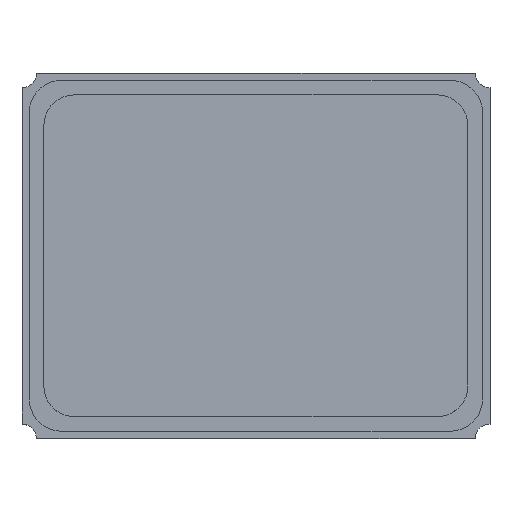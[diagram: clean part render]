
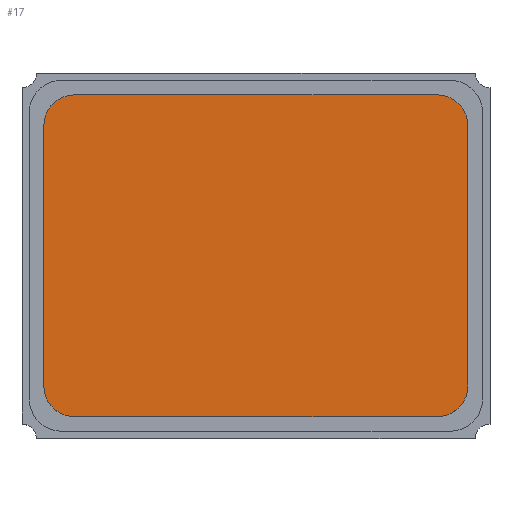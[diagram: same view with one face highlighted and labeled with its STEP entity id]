
A CAD part, top view. The second image highlights one B-rep face of the part: STEP entity #17.
In plain terms, the highlighted planar face has unit normal (0, 0, 1).
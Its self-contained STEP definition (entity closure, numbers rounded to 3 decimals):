
#13=DIRECTION('',(0.,0.,1.));
#17=ADVANCED_FACE('',(#18),#76,.T.);
#18=FACE_BOUND('',#19,.T.);
#19=EDGE_LOOP('',(#20,#29,#36,#43,#50,#57,#64,#71));
#20=ORIENTED_EDGE('',*,*,#21,.T.);
#21=EDGE_CURVE('',#22,#24,#26,.T.);
#22=VERTEX_POINT('',#23);
#23=CARTESIAN_POINT('',(-1.241,-1.1,0.64));
#24=VERTEX_POINT('',#25);
#25=CARTESIAN_POINT('',(1.241,-1.1,0.64));
#26=LINE('',#23,#27);
#27=VECTOR('',#28,1.);
#28=DIRECTION('',(1.,0.,0.));
#29=ORIENTED_EDGE('',*,*,#30,.T.);
#30=EDGE_CURVE('',#24,#31,#33,.T.);
#31=VERTEX_POINT('',#32);
#32=CARTESIAN_POINT('',(1.45,-0.891,0.64));
#33=CIRCLE('',#34,0.209);
#34=AXIS2_PLACEMENT_3D('',#35,#13,#28);
#35=CARTESIAN_POINT('',(1.241,-0.891,0.64));
#36=ORIENTED_EDGE('',*,*,#37,.T.);
#37=EDGE_CURVE('',#31,#38,#40,.T.);
#38=VERTEX_POINT('',#39);
#39=CARTESIAN_POINT('',(1.45,0.891,0.64));
#40=LINE('',#32,#41);
#41=VECTOR('',#42,1.);
#42=DIRECTION('',(0.,1.,0.));
#43=ORIENTED_EDGE('',*,*,#44,.T.);
#44=EDGE_CURVE('',#38,#45,#47,.T.);
#45=VERTEX_POINT('',#46);
#46=CARTESIAN_POINT('',(1.241,1.1,0.64));
#47=CIRCLE('',#48,0.209);
#48=AXIS2_PLACEMENT_3D('',#49,#13,#28);
#49=CARTESIAN_POINT('',(1.241,0.891,0.64));
#50=ORIENTED_EDGE('',*,*,#51,.T.);
#51=EDGE_CURVE('',#45,#52,#54,.T.);
#52=VERTEX_POINT('',#53);
#53=CARTESIAN_POINT('',(-1.241,1.1,0.64));
#54=LINE('',#46,#55);
#55=VECTOR('',#56,1.);
#56=DIRECTION('',(-1.,0.,0.));
#57=ORIENTED_EDGE('',*,*,#58,.T.);
#58=EDGE_CURVE('',#52,#59,#61,.T.);
#59=VERTEX_POINT('',#60);
#60=CARTESIAN_POINT('',(-1.45,0.891,0.64));
#61=CIRCLE('',#62,0.209);
#62=AXIS2_PLACEMENT_3D('',#63,#13,#28);
#63=CARTESIAN_POINT('',(-1.241,0.891,0.64));
#64=ORIENTED_EDGE('',*,*,#65,.T.);
#65=EDGE_CURVE('',#59,#66,#68,.T.);
#66=VERTEX_POINT('',#67);
#67=CARTESIAN_POINT('',(-1.45,-0.891,0.64));
#68=LINE('',#60,#69);
#69=VECTOR('',#70,1.);
#70=DIRECTION('',(0.,-1.,0.));
#71=ORIENTED_EDGE('',*,*,#72,.T.);
#72=EDGE_CURVE('',#66,#22,#73,.T.);
#73=CIRCLE('',#74,0.209);
#74=AXIS2_PLACEMENT_3D('',#75,#13,#28);
#75=CARTESIAN_POINT('',(-1.241,-0.891,0.64));
#76=PLANE('',#77);
#77=AXIS2_PLACEMENT_3D('',#78,#79,#80);
#78=CARTESIAN_POINT('',(0.,0.,0.64));
#79=DIRECTION('',(0.,0.,1.));
#80=DIRECTION('',(0.,1.,0.));
